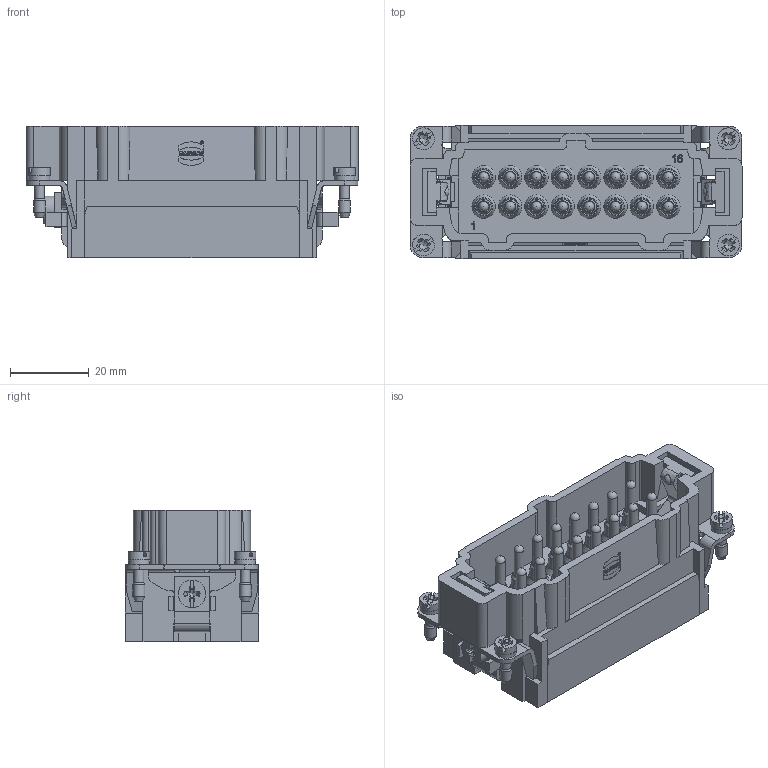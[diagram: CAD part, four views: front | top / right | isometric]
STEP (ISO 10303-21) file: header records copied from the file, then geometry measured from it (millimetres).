
FILE_DESCRIPTION(/* description */ (''),/* implementation_level */ '2;1');
FILE_NAME(/* name */ '100095110ugm000_e.stp',/* time_stamp */ '2019-04-24T12:05:37+02:00',/* author */ (''),/* organization */ (''),/* preprocessor_version */ 'ST-DEVELOPER v16.7',/* originating_system */ 'SIEMENS PLM Software NX 12.0',/* authorisation */ '');
FILE_SCHEMA (('AUTOMOTIVE_DESIGN { 1 0 10303 214 3 1 1 1 }'));
Length unit declared in the file: millimetre
Products named in the file (1): 100095110ugm000_e
Bounding box: 84.35 x 34 x 33.35 mm (x, y, z)
Volume: 45875.1 mm3; surface area: 26633.9 mm2
Topology: 1 solids, 1 shells, 1229 faces, 3434 edges, 2378 vertices
Faces by surface type: plane 904, cylinder 160, cone 101, bspline 24, extrusion 20, sphere 20
Full cylindrical faces by diameter (mm): 0.6 x2, 0.683 x1, 0.807 x1, 2.349 x2, 2.5 x20, 2.519 x2, 3 x4, 3.242 x1, 5.311 x4, 5.4 x16, 5.5 x4, 7 x1
Entity records: 43224 total; most frequent: CARTESIAN_POINT 9255, ORIENTED_EDGE 6170, DIRECTION 5719, EDGE_CURVE 3085, VECTOR 2323, LINE 2303, VERTEX_POINT 2103, AXIS2_PLACEMENT_3D 1698
